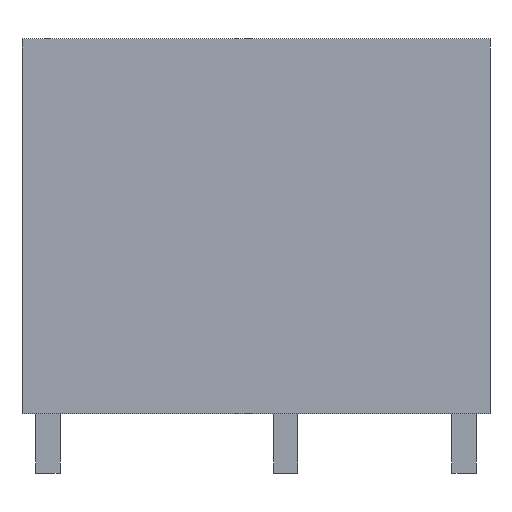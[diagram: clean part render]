
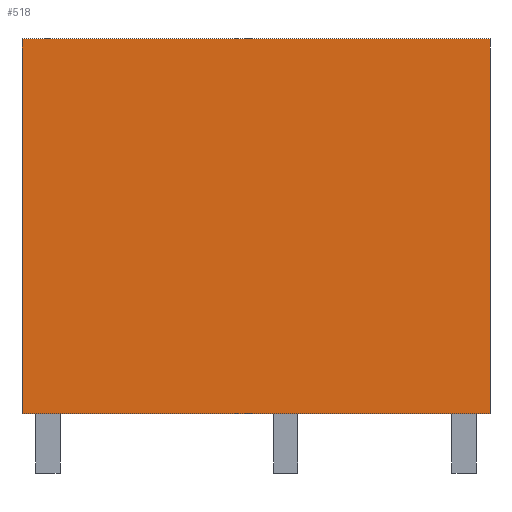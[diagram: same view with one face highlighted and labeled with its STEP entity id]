
A CAD part, left-side view. The second image highlights one B-rep face of the part: STEP entity #518.
In plain terms, the highlighted planar face has unit normal (-1, 0, 0).
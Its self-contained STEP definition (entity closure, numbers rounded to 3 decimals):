
#24=PLANE('',#572);
#57=FACE_OUTER_BOUND('',#90,.T.);
#90=EDGE_LOOP('',(#364,#365,#366,#367));
#121=LINE('',#749,#182);
#126=LINE('',#760,#187);
#128=LINE('',#763,#189);
#129=LINE('',#764,#190);
#182=VECTOR('',#617,16.002);
#187=VECTOR('',#626,16.002);
#189=VECTOR('',#630,19.99);
#190=VECTOR('',#631,19.99);
#244=VERTEX_POINT('',#743);
#246=VERTEX_POINT('',#747);
#249=VERTEX_POINT('',#757);
#250=VERTEX_POINT('',#759);
#289=EDGE_CURVE('',#244,#246,#121,.T.);
#294=EDGE_CURVE('',#250,#249,#126,.T.);
#296=EDGE_CURVE('',#244,#249,#128,.T.);
#297=EDGE_CURVE('',#250,#246,#129,.T.);
#364=ORIENTED_EDGE('',*,*,#296,.F.);
#365=ORIENTED_EDGE('',*,*,#289,.T.);
#366=ORIENTED_EDGE('',*,*,#297,.F.);
#367=ORIENTED_EDGE('',*,*,#294,.T.);
#518=ADVANCED_FACE('',(#57),#24,.T.);
#572=AXIS2_PLACEMENT_3D('',#762,#628,#629);
#617=DIRECTION('',(0.,0.,1.));
#626=DIRECTION('',(0.,0.,-1.));
#628=DIRECTION('center_axis',(-1.,0.,0.));
#629=DIRECTION('ref_axis',(0.,0.,1.));
#630=DIRECTION('',(0.,1.,0.));
#631=DIRECTION('',(0.,-1.,0.));
#743=CARTESIAN_POINT('',(-1.194,-18.885,0.));
#747=CARTESIAN_POINT('',(-1.194,-18.885,16.002));
#749=CARTESIAN_POINT('',(-1.194,-18.885,0.));
#757=CARTESIAN_POINT('',(-1.194,1.105,0.));
#759=CARTESIAN_POINT('',(-1.194,1.105,16.002));
#760=CARTESIAN_POINT('',(-1.194,1.105,16.002));
#762=CARTESIAN_POINT('Origin',(-1.194,1.105,0.));
#763=CARTESIAN_POINT('',(-1.194,-18.885,0.));
#764=CARTESIAN_POINT('',(-1.194,1.105,16.002));
